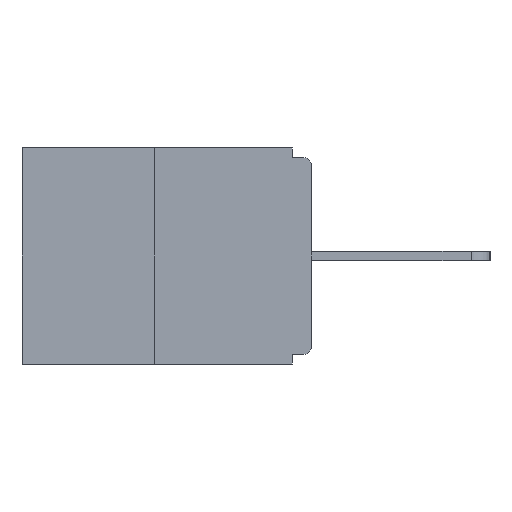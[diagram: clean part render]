
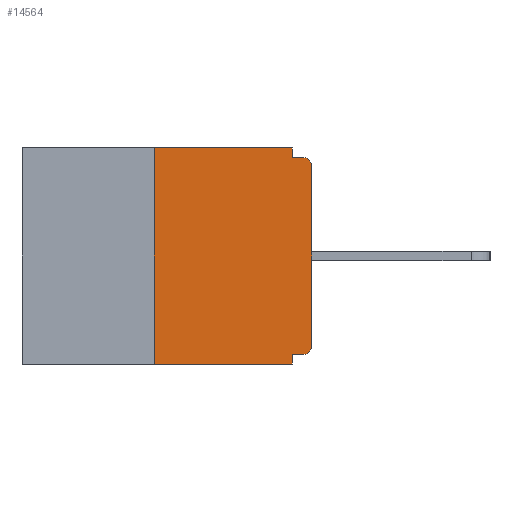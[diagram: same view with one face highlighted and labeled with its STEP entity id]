
A CAD part, left-side view. The second image highlights one B-rep face of the part: STEP entity #14564.
In plain terms, the highlighted planar face has unit normal (-1, 0, 0).
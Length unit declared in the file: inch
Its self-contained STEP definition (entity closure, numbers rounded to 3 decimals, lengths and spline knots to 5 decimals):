
#82 = CARTESIAN_POINT ( 'NONE',  ( 0., 0.031, -0.343 ) ) ;
#214 = CARTESIAN_POINT ( 'NONE',  ( 0., 0.031, -0.015 ) ) ;
#423 = LINE ( 'NONE', #4339, #8024 ) ;
#961 = EDGE_CURVE ( 'NONE', #12226, #5894, #2070, .T. ) ;
#983 = ORIENTED_EDGE ( 'NONE', *, *, #4970, .T. ) ;
#1028 = CARTESIAN_POINT ( 'NONE',  ( 0., 0.46, -0.343 ) ) ;
#1478 = LINE ( 'NONE', #16597, #9228 ) ;
#1746 = ORIENTED_EDGE ( 'NONE', *, *, #10694, .T. ) ;
#1940 = EDGE_LOOP ( 'NONE', ( #3202, #9362, #2704, #7482, #13344, #1746, #983, #5268, #11354, #3733 ) ) ;
#1997 = CARTESIAN_POINT ( 'NONE',  ( 0., 0.031, 0. ) ) ;
#2070 = CIRCLE ( 'NONE', #13773, 0.015 ) ;
#2704 = ORIENTED_EDGE ( 'NONE', *, *, #5235, .T. ) ;
#2900 = EDGE_CURVE ( 'NONE', #17408, #14562, #15195, .T. ) ;
#3024 = AXIS2_PLACEMENT_3D ( 'NONE', #5891, #4528, #9929 ) ;
#3202 = ORIENTED_EDGE ( 'NONE', *, *, #17521, .F. ) ;
#3340 = CARTESIAN_POINT ( 'NONE',  ( 0., 0., -0.03 ) ) ;
#3374 = LINE ( 'NONE', #11533, #6153 ) ;
#3733 = ORIENTED_EDGE ( 'NONE', *, *, #8035, .F. ) ;
#3811 = VECTOR ( 'NONE', #11754, 39.37008 ) ;
#4339 = CARTESIAN_POINT ( 'NONE',  ( 0., 0., -0.015 ) ) ;
#4528 = DIRECTION ( 'NONE',  ( 1., 0., 0. ) ) ;
#4691 = CARTESIAN_POINT ( 'NONE',  ( 0., 0.25, 0. ) ) ;
#4782 = VECTOR ( 'NONE', #6801, 39.37008 ) ;
#4970 = EDGE_CURVE ( 'NONE', #13045, #12226, #5188, .T. ) ;
#5039 = EDGE_CURVE ( 'NONE', #12508, #5894, #423, .T. ) ;
#5123 = VECTOR ( 'NONE', #12427, 39.37008 ) ;
#5188 = LINE ( 'NONE', #12325, #5123 ) ;
#5235 = EDGE_CURVE ( 'NONE', #9360, #14562, #15893, .T. ) ;
#5268 = ORIENTED_EDGE ( 'NONE', *, *, #961, .T. ) ;
#5402 = DIRECTION ( 'NONE',  ( 0., 0., -1. ) ) ;
#5672 = VECTOR ( 'NONE', #10748, 39.37008 ) ;
#5891 = CARTESIAN_POINT ( 'NONE',  ( 0., 0.46, 0. ) ) ;
#5894 = VERTEX_POINT ( 'NONE', #8375 ) ;
#6153 = VECTOR ( 'NONE', #16015, 39.37008 ) ;
#6801 = DIRECTION ( 'NONE',  ( 0., 1., 0. ) ) ;
#7413 = CARTESIAN_POINT ( 'NONE',  ( 0., 0.015, -0.328 ) ) ;
#7482 = ORIENTED_EDGE ( 'NONE', *, *, #2900, .F. ) ;
#7638 = CARTESIAN_POINT ( 'NONE',  ( 0., 0.031, -0.328 ) ) ;
#8024 = VECTOR ( 'NONE', #9866, 39.37008 ) ;
#8035 = EDGE_CURVE ( 'NONE', #10278, #12508, #3374, .T. ) ;
#8375 = CARTESIAN_POINT ( 'NONE',  ( 0., 0.015, -0.015 ) ) ;
#8499 = EDGE_CURVE ( 'NONE', #9360, #12244, #17311, .T. ) ;
#9228 = VECTOR ( 'NONE', #13950, 39.37008 ) ;
#9360 = VERTEX_POINT ( 'NONE', #16540 ) ;
#9362 = ORIENTED_EDGE ( 'NONE', *, *, #8499, .F. ) ;
#9866 = DIRECTION ( 'NONE',  ( 0., -1., 0. ) ) ;
#9929 = DIRECTION ( 'NONE',  ( 0., 0., -1. ) ) ;
#10069 = VERTEX_POINT ( 'NONE', #7413 ) ;
#10278 = VERTEX_POINT ( 'NONE', #1997 ) ;
#10290 = AXIS2_PLACEMENT_3D ( 'NONE', #15078, #16693, #16526 ) ;
#10694 = EDGE_CURVE ( 'NONE', #10069, #13045, #16995, .T. ) ;
#10700 = CARTESIAN_POINT ( 'NONE',  ( 0., 0., -0.313 ) ) ;
#10748 = DIRECTION ( 'NONE',  ( 0., -1., 0. ) ) ;
#10897 = CARTESIAN_POINT ( 'NONE',  ( 0., 0.015, -0.03 ) ) ;
#11003 = DIRECTION ( 'NONE',  ( 0., 0., -1. ) ) ;
#11109 = LINE ( 'NONE', #13490, #4782 ) ;
#11354 = ORIENTED_EDGE ( 'NONE', *, *, #5039, .F. ) ;
#11533 = CARTESIAN_POINT ( 'NONE',  ( 0., 0.031, 0. ) ) ;
#11754 = DIRECTION ( 'NONE',  ( 0., 0., 1. ) ) ;
#11873 = CARTESIAN_POINT ( 'NONE',  ( 0., 0.25, 0. ) ) ;
#12226 = VERTEX_POINT ( 'NONE', #3340 ) ;
#12244 = VERTEX_POINT ( 'NONE', #11873 ) ;
#12325 = CARTESIAN_POINT ( 'NONE',  ( 0., 0., 0. ) ) ;
#12386 = EDGE_CURVE ( 'NONE', #10069, #17408, #11109, .T. ) ;
#12427 = DIRECTION ( 'NONE',  ( 0., 0., 1. ) ) ;
#12508 = VERTEX_POINT ( 'NONE', #214 ) ;
#12944 = PLANE ( 'NONE',  #3024 ) ;
#13045 = VERTEX_POINT ( 'NONE', #10700 ) ;
#13344 = ORIENTED_EDGE ( 'NONE', *, *, #12386, .F. ) ;
#13490 = CARTESIAN_POINT ( 'NONE',  ( 0., 0., -0.328 ) ) ;
#13773 = AXIS2_PLACEMENT_3D ( 'NONE', #10897, #17918, #5402 ) ;
#13950 = DIRECTION ( 'NONE',  ( 0., -1., 0. ) ) ;
#14426 = VECTOR ( 'NONE', #11003, 39.37008 ) ;
#14562 = VERTEX_POINT ( 'NONE', #17050 ) ;
#14564 = ADVANCED_FACE ( 'NONE', ( #17153 ), #12944, .F. ) ;
#15078 = CARTESIAN_POINT ( 'NONE',  ( 0., 0.015, -0.313 ) ) ;
#15195 = LINE ( 'NONE', #82, #14426 ) ;
#15893 = LINE ( 'NONE', #1028, #5672 ) ;
#16015 = DIRECTION ( 'NONE',  ( 0., 0., -1. ) ) ;
#16526 = DIRECTION ( 'NONE',  ( 0., 0., -1. ) ) ;
#16540 = CARTESIAN_POINT ( 'NONE',  ( 0., 0.25, -0.343 ) ) ;
#16597 = CARTESIAN_POINT ( 'NONE',  ( 0., 0.46, 0. ) ) ;
#16693 = DIRECTION ( 'NONE',  ( -1., 0., 0. ) ) ;
#16995 = CIRCLE ( 'NONE', #10290, 0.015 ) ;
#17050 = CARTESIAN_POINT ( 'NONE',  ( 0., 0.031, -0.343 ) ) ;
#17153 = FACE_OUTER_BOUND ( 'NONE', #1940, .T. ) ;
#17311 = LINE ( 'NONE', #4691, #3811 ) ;
#17408 = VERTEX_POINT ( 'NONE', #7638 ) ;
#17521 = EDGE_CURVE ( 'NONE', #12244, #10278, #1478, .T. ) ;
#17918 = DIRECTION ( 'NONE',  ( -1., 0., 0. ) ) ;
